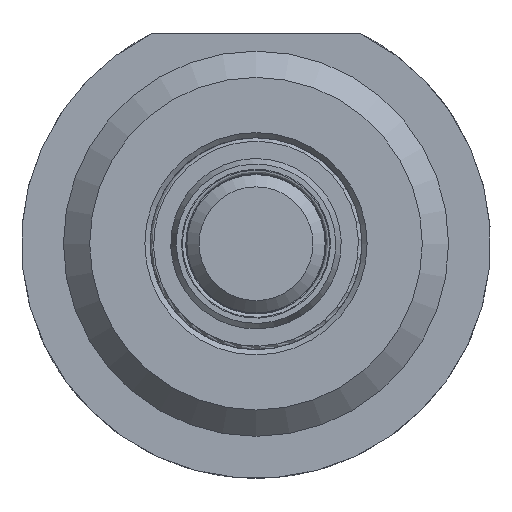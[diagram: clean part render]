
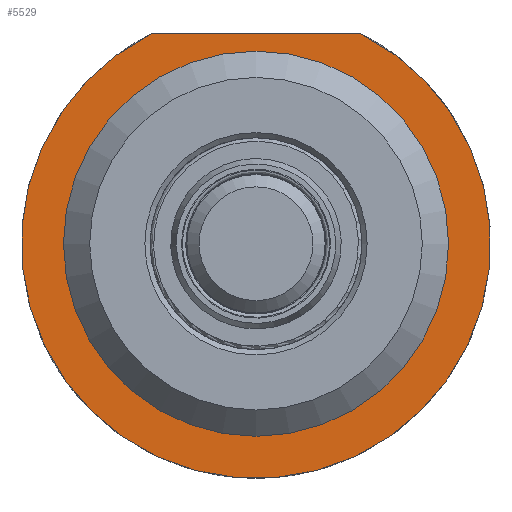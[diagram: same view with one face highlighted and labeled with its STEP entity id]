
A CAD part, front view. The second image highlights one B-rep face of the part: STEP entity #5529.
In plain terms, the highlighted planar face has unit normal (0, -1, 0).
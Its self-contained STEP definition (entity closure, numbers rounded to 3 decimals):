
#4964=CARTESIAN_POINT('',(5.963,-56.75,12.));
#4965=VERTEX_POINT('',#4964);
#4972=CARTESIAN_POINT('',(-5.963,-56.75,12.));
#4973=VERTEX_POINT('',#4972);
#4974=CARTESIAN_POINT('',(0.,-56.75,0.));
#4975=DIRECTION('',(0.0,1.0,0.0));
#4976=DIRECTION('',(-0.445,0.0,0.896));
#4977=AXIS2_PLACEMENT_3D('',#4974,#4975,#4976);
#4978=CIRCLE('',#4977,13.4);
#4979=EDGE_CURVE('',#4965,#4973,#4978,.T.);
#5170=CARTESIAN_POINT('',(-5.963,-56.75,12.));
#5171=DIRECTION('',(1.0,0.0,0.0));
#5172=VECTOR('',#5171,11.926);
#5173=LINE('',#5170,#5172);
#5174=EDGE_CURVE('',#4973,#4965,#5173,.T.);
#5489=CARTESIAN_POINT('',(0.,-56.75,11.));
#5490=VERTEX_POINT('',#5489);
#5491=CARTESIAN_POINT('',(0.,-56.75,0.));
#5492=DIRECTION('',(0.0,1.0,0.0));
#5493=DIRECTION('',(0.0,0.0,1.0));
#5494=AXIS2_PLACEMENT_3D('',#5491,#5492,#5493);
#5495=CIRCLE('',#5494,11.0);
#5496=EDGE_CURVE('',#5490,#5490,#5495,.T.);
#5517=CARTESIAN_POINT('',(0.,-56.75,0.951));
#5518=DIRECTION('',(0.0,-1.0,0.0));
#5519=DIRECTION('',(0.0,0.0,-1.0));
#5520=AXIS2_PLACEMENT_3D('',#5517,#5518,#5519);
#5521=PLANE('',#5520);
#5522=ORIENTED_EDGE('',*,*,#5174,.F.);
#5523=ORIENTED_EDGE('',*,*,#4979,.F.);
#5524=EDGE_LOOP('',(#5522,#5523));
#5525=FACE_OUTER_BOUND('',#5524,.T.);
#5526=ORIENTED_EDGE('',*,*,#5496,.T.);
#5527=EDGE_LOOP('',(#5526));
#5528=FACE_BOUND('',#5527,.T.);
#5529=ADVANCED_FACE('',(#5525,#5528),#5521,.T.);
